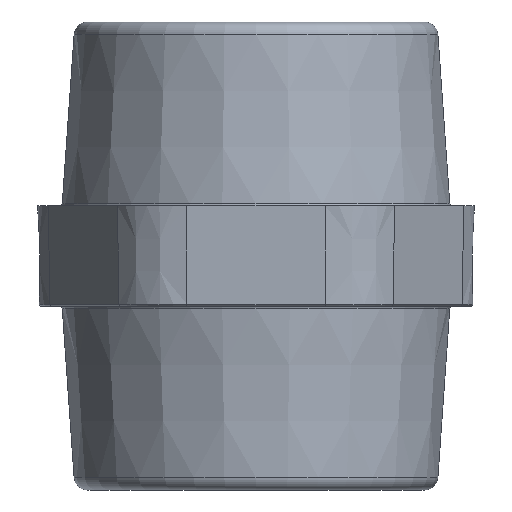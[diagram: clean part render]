
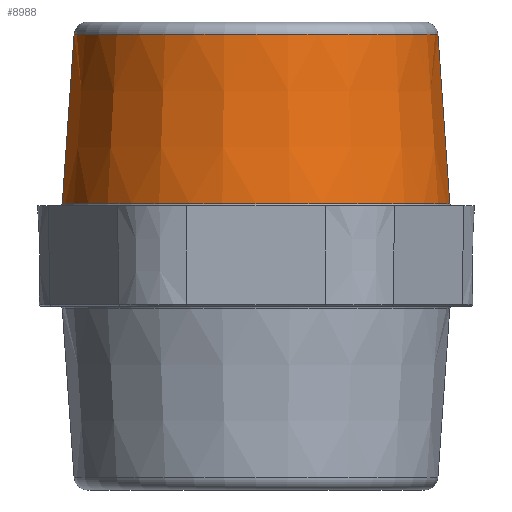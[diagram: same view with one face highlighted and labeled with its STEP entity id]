
A CAD part, front view. The second image highlights one B-rep face of the part: STEP entity #8988.
In plain terms, the highlighted conical face has half-angle 4 degrees and reference radius 28.094 mm.
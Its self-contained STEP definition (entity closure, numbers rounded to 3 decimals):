
#94 = VERTEX_POINT ( 'NONE', #56838 ) ;
#1844 = DIRECTION ( 'NONE',  ( 0.07, 0., 0.998 ) ) ;
#2867 = VECTOR ( 'NONE', #62102, 1000. ) ;
#4986 = ORIENTED_EDGE ( 'NONE', *, *, #44828, .T. ) ;
#5208 = VECTOR ( 'NONE', #1844, 1000. ) ;
#6470 = DIRECTION ( 'NONE',  ( 0., 0., -1. ) ) ;
#8988 = ADVANCED_FACE ( 'NONE', ( #29335 ), #35745, .T. ) ;
#11232 = LINE ( 'NONE', #26460, #2867 ) ;
#13072 = ORIENTED_EDGE ( 'NONE', *, *, #63406, .F. ) ;
#17702 = LINE ( 'NONE', #51818, #5208 ) ;
#19246 = CARTESIAN_POINT ( 'NONE',  ( 0., 0., 27.959 ) ) ;
#19831 = CARTESIAN_POINT ( 'NONE',  ( 27.207, 0., 40.64 ) ) ;
#21193 = CARTESIAN_POINT ( 'NONE',  ( -28.98, 0., 15.279 ) ) ;
#22153 = DIRECTION ( 'NONE',  ( -1., 0., 0. ) ) ;
#23728 = CARTESIAN_POINT ( 'NONE',  ( -27.207, 0., 40.64 ) ) ;
#26460 = CARTESIAN_POINT ( 'NONE',  ( 28.98, 0., 15.279 ) ) ;
#27977 = DIRECTION ( 'NONE',  ( 0., 0., 1. ) ) ;
#29335 = FACE_OUTER_BOUND ( 'NONE', #57295, .T. ) ;
#29411 = CIRCLE ( 'NONE', #63609, 27.207 ) ;
#32631 = AXIS2_PLACEMENT_3D ( 'NONE', #19246, #49131, #42988 ) ;
#35389 = DIRECTION ( 'NONE',  ( 1., 0., 0. ) ) ;
#35745 = CONICAL_SURFACE ( 'NONE', #32631, 28.094, 0.07 ) ;
#37095 = CARTESIAN_POINT ( 'NONE',  ( 0., 0., 40.64 ) ) ;
#41299 = ORIENTED_EDGE ( 'NONE', *, *, #57408, .F. ) ;
#42988 = DIRECTION ( 'NONE',  ( 1., 0., 0. ) ) ;
#44828 = EDGE_CURVE ( 'NONE', #94, #55905, #11232, .T. ) ;
#45351 = VERTEX_POINT ( 'NONE', #23728 ) ;
#45522 = CIRCLE ( 'NONE', #62042, 28.98 ) ;
#46382 = VERTEX_POINT ( 'NONE', #21193 ) ;
#49131 = DIRECTION ( 'NONE',  ( 0., 0., -1. ) ) ;
#51818 = CARTESIAN_POINT ( 'NONE',  ( -28.98, 0., 15.279 ) ) ;
#55871 = ORIENTED_EDGE ( 'NONE', *, *, #58234, .F. ) ;
#55905 = VERTEX_POINT ( 'NONE', #19831 ) ;
#56838 = CARTESIAN_POINT ( 'NONE',  ( 28.98, 0., 15.279 ) ) ;
#57295 = EDGE_LOOP ( 'NONE', ( #4986, #13072, #55871, #41299 ) ) ;
#57408 = EDGE_CURVE ( 'NONE', #94, #46382, #45522, .T. ) ;
#58234 = EDGE_CURVE ( 'NONE', #46382, #45351, #17702, .T. ) ;
#62042 = AXIS2_PLACEMENT_3D ( 'NONE', #63266, #6470, #35389 ) ;
#62102 = DIRECTION ( 'NONE',  ( -0.07, 0., 0.998 ) ) ;
#63266 = CARTESIAN_POINT ( 'NONE',  ( 0., 0., 15.279 ) ) ;
#63406 = EDGE_CURVE ( 'NONE', #45351, #55905, #29411, .T. ) ;
#63609 = AXIS2_PLACEMENT_3D ( 'NONE', #37095, #27977, #22153 ) ;
